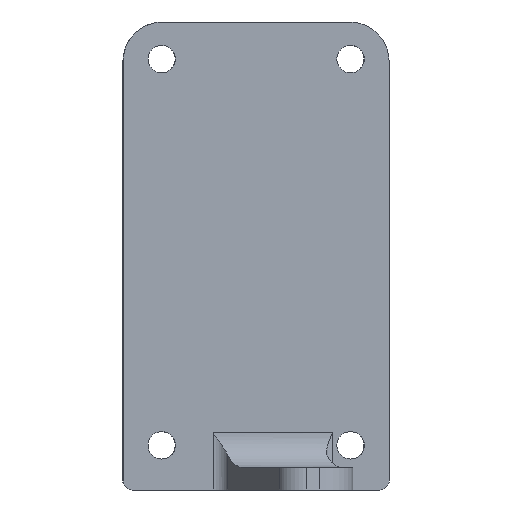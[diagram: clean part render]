
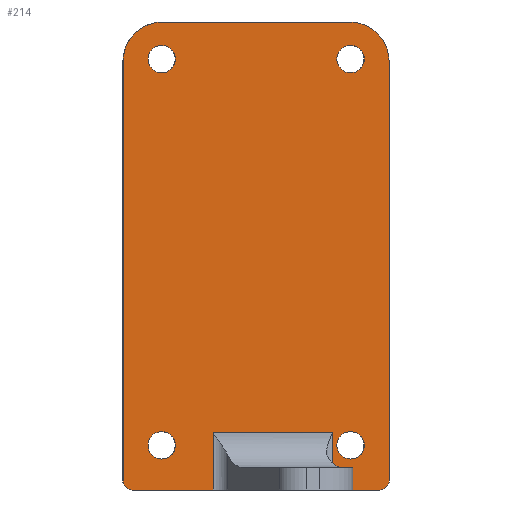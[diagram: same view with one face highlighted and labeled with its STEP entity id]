
A CAD part, front view. The second image highlights one B-rep face of the part: STEP entity #214.
In plain terms, the highlighted planar face has unit normal (0.012, -1, 0).
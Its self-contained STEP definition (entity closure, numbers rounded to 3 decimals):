
#27=CARTESIAN_POINT('',(40.129,-4.239,16.339));
#28=DIRECTION('',(0.012,-1.,0.));
#29=DIRECTION('',(1.,0.012,-0.));
#30=AXIS2_PLACEMENT_3D('',#27,#28,#29);
#31=PLANE('',#30);
#32=CARTESIAN_POINT('',(88.509,-3.673,10.389));
#33=VERTEX_POINT('',#32);
#34=CARTESIAN_POINT('',(82.998,-3.738,10.389));
#35=VERTEX_POINT('',#34);
#36=CARTESIAN_POINT('',(88.509,-3.673,10.389));
#37=DIRECTION('',(-1.,-0.012,0.));
#38=VECTOR('',#37,5.512);
#39=LINE('',#36,#38);
#40=EDGE_CURVE('',#33,#35,#39,.T.);
#41=ORIENTED_EDGE('',*,*,#40,.F.);
#42=CARTESIAN_POINT('',(89.609,-3.66,11.489));
#43=VERTEX_POINT('',#42);
#44=CARTESIAN_POINT('',(88.509,-3.673,11.489));
#45=DIRECTION('',(0.012,-1.,0.));
#46=DIRECTION('',(1.,0.012,-0.));
#47=AXIS2_PLACEMENT_3D('',#44,#45,#46);
#48=CIRCLE('',#47,1.1);
#49=EDGE_CURVE('',#33,#43,#48,.T.);
#50=ORIENTED_EDGE('',*,*,#49,.T.);
#51=CARTESIAN_POINT('',(89.609,-3.66,60.31));
#52=VERTEX_POINT('',#51);
#53=CARTESIAN_POINT('',(89.609,-3.66,60.31));
#54=DIRECTION('',(0.,-0.,-1.));
#55=VECTOR('',#54,48.822);
#56=LINE('',#53,#55);
#57=EDGE_CURVE('',#52,#43,#56,.T.);
#58=ORIENTED_EDGE('',*,*,#57,.F.);
#59=CARTESIAN_POINT('',(85.009,-3.714,64.91));
#60=VERTEX_POINT('',#59);
#61=CARTESIAN_POINT('',(85.009,-3.714,60.31));
#62=DIRECTION('',(0.012,-1.,0.));
#63=DIRECTION('',(1.,0.012,-0.));
#64=AXIS2_PLACEMENT_3D('',#61,#62,#63);
#65=CIRCLE('',#64,4.6);
#66=EDGE_CURVE('',#52,#60,#65,.T.);
#67=ORIENTED_EDGE('',*,*,#66,.T.);
#68=CARTESIAN_POINT('',(63.211,-3.969,64.91));
#69=VERTEX_POINT('',#68);
#70=CARTESIAN_POINT('',(63.211,-3.969,64.91));
#71=DIRECTION('',(1.,0.012,0.));
#72=VECTOR('',#71,21.8);
#73=LINE('',#70,#72);
#74=EDGE_CURVE('',#69,#60,#73,.T.);
#75=ORIENTED_EDGE('',*,*,#74,.F.);
#76=CARTESIAN_POINT('',(58.611,-4.023,60.31));
#77=VERTEX_POINT('',#76);
#78=CARTESIAN_POINT('',(63.211,-3.969,60.31));
#79=DIRECTION('',(0.012,-1.,0.));
#80=DIRECTION('',(1.,0.012,-0.));
#81=AXIS2_PLACEMENT_3D('',#78,#79,#80);
#82=CIRCLE('',#81,4.6);
#83=EDGE_CURVE('',#69,#77,#82,.T.);
#84=ORIENTED_EDGE('',*,*,#83,.T.);
#85=CARTESIAN_POINT('',(58.611,-4.023,11.489));
#86=VERTEX_POINT('',#85);
#87=CARTESIAN_POINT('',(58.611,-4.023,11.489));
#88=DIRECTION('',(0.,0.,1.));
#89=VECTOR('',#88,48.822);
#90=LINE('',#87,#89);
#91=EDGE_CURVE('',#86,#77,#90,.T.);
#92=ORIENTED_EDGE('',*,*,#91,.F.);
#93=CARTESIAN_POINT('',(59.711,-4.01,10.389));
#94=VERTEX_POINT('',#93);
#95=CARTESIAN_POINT('',(59.711,-4.01,11.489));
#96=DIRECTION('',(0.012,-1.,0.));
#97=DIRECTION('',(1.,0.012,-0.));
#98=AXIS2_PLACEMENT_3D('',#95,#96,#97);
#99=CIRCLE('',#98,1.1);
#100=EDGE_CURVE('',#86,#94,#99,.T.);
#101=ORIENTED_EDGE('',*,*,#100,.T.);
#102=CARTESIAN_POINT('',(69.084,-3.901,10.389));
#103=VERTEX_POINT('',#102);
#104=CARTESIAN_POINT('',(69.084,-3.901,10.389));
#105=DIRECTION('',(-1.,-0.012,0.));
#106=VECTOR('',#105,9.374);
#107=LINE('',#104,#106);
#108=EDGE_CURVE('',#103,#94,#107,.T.);
#109=ORIENTED_EDGE('',*,*,#108,.F.);
#110=CARTESIAN_POINT('',(69.084,-3.901,17.089));
#111=VERTEX_POINT('',#110);
#112=CARTESIAN_POINT('',(69.084,-3.901,10.389));
#113=DIRECTION('',(-0.,0.,1.));
#114=VECTOR('',#113,6.7);
#115=LINE('',#112,#114);
#116=EDGE_CURVE('',#103,#111,#115,.T.);
#117=ORIENTED_EDGE('',*,*,#116,.T.);
#118=CARTESIAN_POINT('',(82.998,-3.738,17.089));
#119=VERTEX_POINT('',#118);
#120=CARTESIAN_POINT('',(69.084,-3.901,17.089));
#121=DIRECTION('',(1.,0.012,-0.));
#122=VECTOR('',#121,13.914);
#123=LINE('',#120,#122);
#124=EDGE_CURVE('',#111,#119,#123,.T.);
#125=ORIENTED_EDGE('',*,*,#124,.T.);
#126=CARTESIAN_POINT('',(82.998,-3.738,17.089));
#127=DIRECTION('',(0.,-0.,-1.));
#128=VECTOR('',#127,6.7);
#129=LINE('',#126,#128);
#130=EDGE_CURVE('',#119,#35,#129,.T.);
#131=ORIENTED_EDGE('',*,*,#130,.T.);
#132=EDGE_LOOP('',(#41,#50,#58,#67,#75,#84,#92,#101,#109,#117,#125,#131));
#133=FACE_BOUND('',#132,.T.);
#134=CARTESIAN_POINT('',(64.711,-3.952,15.589));
#135=VERTEX_POINT('',#134);
#136=CARTESIAN_POINT('',(61.511,-3.989,15.589));
#137=VERTEX_POINT('',#136);
#138=CARTESIAN_POINT('',(63.111,-3.97,15.589));
#139=DIRECTION('',(-0.012,1.,-0.));
#140=DIRECTION('',(1.,0.012,-0.));
#141=AXIS2_PLACEMENT_3D('',#138,#139,#140);
#142=CIRCLE('',#141,1.6);
#143=EDGE_CURVE('',#135,#137,#142,.T.);
#144=ORIENTED_EDGE('',*,*,#143,.T.);
#145=CARTESIAN_POINT('',(63.111,-3.97,15.589));
#146=DIRECTION('',(-0.012,1.,-0.));
#147=DIRECTION('',(1.,0.012,-0.));
#148=AXIS2_PLACEMENT_3D('',#145,#146,#147);
#149=CIRCLE('',#148,1.6);
#150=EDGE_CURVE('',#137,#135,#149,.T.);
#151=ORIENTED_EDGE('',*,*,#150,.T.);
#152=EDGE_LOOP('',(#144,#151));
#153=FACE_BOUND('',#152,.T.);
#154=CARTESIAN_POINT('',(64.711,-3.952,60.589));
#155=VERTEX_POINT('',#154);
#156=CARTESIAN_POINT('',(61.511,-3.989,60.589));
#157=VERTEX_POINT('',#156);
#158=CARTESIAN_POINT('',(63.111,-3.97,60.589));
#159=DIRECTION('',(-0.012,1.,-0.));
#160=DIRECTION('',(1.,0.012,-0.));
#161=AXIS2_PLACEMENT_3D('',#158,#159,#160);
#162=CIRCLE('',#161,1.6);
#163=EDGE_CURVE('',#155,#157,#162,.T.);
#164=ORIENTED_EDGE('',*,*,#163,.T.);
#165=CARTESIAN_POINT('',(63.111,-3.97,60.589));
#166=DIRECTION('',(-0.012,1.,-0.));
#167=DIRECTION('',(1.,0.012,-0.));
#168=AXIS2_PLACEMENT_3D('',#165,#166,#167);
#169=CIRCLE('',#168,1.6);
#170=EDGE_CURVE('',#157,#155,#169,.T.);
#171=ORIENTED_EDGE('',*,*,#170,.T.);
#172=EDGE_LOOP('',(#164,#171));
#173=FACE_BOUND('',#172,.T.);
#174=CARTESIAN_POINT('',(86.709,-3.694,60.589));
#175=VERTEX_POINT('',#174);
#176=CARTESIAN_POINT('',(83.509,-3.732,60.589));
#177=VERTEX_POINT('',#176);
#178=CARTESIAN_POINT('',(85.109,-3.713,60.589));
#179=DIRECTION('',(-0.012,1.,-0.));
#180=DIRECTION('',(1.,0.012,-0.));
#181=AXIS2_PLACEMENT_3D('',#178,#179,#180);
#182=CIRCLE('',#181,1.6);
#183=EDGE_CURVE('',#175,#177,#182,.T.);
#184=ORIENTED_EDGE('',*,*,#183,.T.);
#185=CARTESIAN_POINT('',(85.109,-3.713,60.589));
#186=DIRECTION('',(-0.012,1.,-0.));
#187=DIRECTION('',(1.,0.012,-0.));
#188=AXIS2_PLACEMENT_3D('',#185,#186,#187);
#189=CIRCLE('',#188,1.6);
#190=EDGE_CURVE('',#177,#175,#189,.T.);
#191=ORIENTED_EDGE('',*,*,#190,.T.);
#192=EDGE_LOOP('',(#184,#191));
#193=FACE_BOUND('',#192,.T.);
#194=CARTESIAN_POINT('',(86.709,-3.694,15.589));
#195=VERTEX_POINT('',#194);
#196=CARTESIAN_POINT('',(83.509,-3.732,15.589));
#197=VERTEX_POINT('',#196);
#198=CARTESIAN_POINT('',(85.109,-3.713,15.589));
#199=DIRECTION('',(-0.012,1.,-0.));
#200=DIRECTION('',(1.,0.012,-0.));
#201=AXIS2_PLACEMENT_3D('',#198,#199,#200);
#202=CIRCLE('',#201,1.6);
#203=EDGE_CURVE('',#195,#197,#202,.T.);
#204=ORIENTED_EDGE('',*,*,#203,.T.);
#205=CARTESIAN_POINT('',(85.109,-3.713,15.589));
#206=DIRECTION('',(-0.012,1.,-0.));
#207=DIRECTION('',(1.,0.012,-0.));
#208=AXIS2_PLACEMENT_3D('',#205,#206,#207);
#209=CIRCLE('',#208,1.6);
#210=EDGE_CURVE('',#197,#195,#209,.T.);
#211=ORIENTED_EDGE('',*,*,#210,.T.);
#212=EDGE_LOOP('',(#204,#211));
#213=FACE_BOUND('',#212,.T.);
#214=ADVANCED_FACE('',(#133,#153,#173,#193,#213),#31,.T.);
